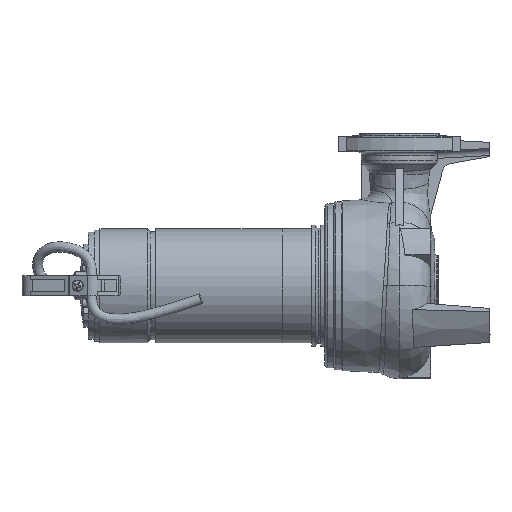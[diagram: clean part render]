
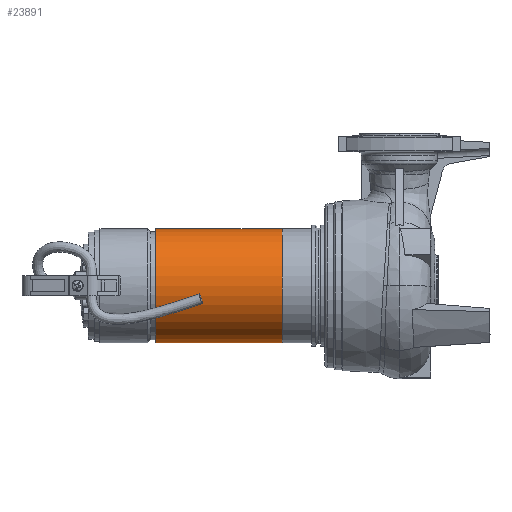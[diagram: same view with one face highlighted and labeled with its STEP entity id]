
A CAD part, left-side view. The second image highlights one B-rep face of the part: STEP entity #23891.
In plain terms, the highlighted cylindrical face has radius 56 mm (diameter 112 mm), a partial arc.
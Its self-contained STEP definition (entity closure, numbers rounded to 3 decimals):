
#58 = AXIS2_PLACEMENT_3D ( 'NONE', #44616, #8415, #24543 ) ;
#1531 = VECTOR ( 'NONE', #8493, 1000. ) ;
#2915 = EDGE_LOOP ( 'NONE', ( #41880, #19684, #51339, #38948 ) ) ;
#3521 = VERTEX_POINT ( 'NONE', #42469 ) ;
#6309 = DIRECTION ( 'NONE',  ( 0., 0., -1. ) ) ;
#6564 = CARTESIAN_POINT ( 'NONE',  ( 0., 267.501, 0. ) ) ;
#6676 = CARTESIAN_POINT ( 'NONE',  ( 0., 267.501, 56. ) ) ;
#8415 = DIRECTION ( 'NONE',  ( 0., -1., 0. ) ) ;
#8493 = DIRECTION ( 'NONE',  ( 0., -1., 0. ) ) ;
#10115 = DIRECTION ( 'NONE',  ( 0., 1., 0. ) ) ;
#10769 = EDGE_CURVE ( 'NONE', #39477, #26507, #22785, .T. ) ;
#10842 = LINE ( 'NONE', #39631, #39250 ) ;
#10930 = VERTEX_POINT ( 'NONE', #6676 ) ;
#11422 = EDGE_CURVE ( 'NONE', #10930, #3521, #36318, .T. ) ;
#12372 = CYLINDRICAL_SURFACE ( 'NONE', #58, 56. ) ;
#13013 = CARTESIAN_POINT ( 'NONE',  ( 0., 143.501, -56. ) ) ;
#14744 = DIRECTION ( 'NONE',  ( 0., -1., 0. ) ) ;
#15181 = AXIS2_PLACEMENT_3D ( 'NONE', #34172, #10115, #30212 ) ;
#16167 = LINE ( 'NONE', #44691, #1531 ) ;
#19684 = ORIENTED_EDGE ( 'NONE', *, *, #11422, .T. ) ;
#22785 = CIRCLE ( 'NONE', #15181, 56. ) ;
#23891 = ADVANCED_FACE ( 'NONE', ( #48582 ), #12372, .T. ) ;
#24543 = DIRECTION ( 'NONE',  ( 0., 0., -1. ) ) ;
#26507 = VERTEX_POINT ( 'NONE', #35459 ) ;
#27745 = DIRECTION ( 'NONE',  ( 0., -1., 0. ) ) ;
#30212 = DIRECTION ( 'NONE',  ( 0., 0., -1. ) ) ;
#34172 = CARTESIAN_POINT ( 'NONE',  ( 0., 143.501, 0. ) ) ;
#35194 = EDGE_CURVE ( 'NONE', #10930, #26507, #16167, .T. ) ;
#35459 = CARTESIAN_POINT ( 'NONE',  ( 0., 143.501, 56. ) ) ;
#36318 = CIRCLE ( 'NONE', #43919, 56. ) ;
#38948 = ORIENTED_EDGE ( 'NONE', *, *, #10769, .T. ) ;
#39250 = VECTOR ( 'NONE', #27745, 1000. ) ;
#39477 = VERTEX_POINT ( 'NONE', #13013 ) ;
#39631 = CARTESIAN_POINT ( 'NONE',  ( 0., 267.501, -56. ) ) ;
#41880 = ORIENTED_EDGE ( 'NONE', *, *, #35194, .F. ) ;
#42469 = CARTESIAN_POINT ( 'NONE',  ( 0., 267.501, -56. ) ) ;
#43594 = EDGE_CURVE ( 'NONE', #3521, #39477, #10842, .T. ) ;
#43919 = AXIS2_PLACEMENT_3D ( 'NONE', #6564, #14744, #6309 ) ;
#44616 = CARTESIAN_POINT ( 'NONE',  ( 0., 267.501, 0. ) ) ;
#44691 = CARTESIAN_POINT ( 'NONE',  ( 0., 267.501, 56. ) ) ;
#48582 = FACE_OUTER_BOUND ( 'NONE', #2915, .T. ) ;
#51339 = ORIENTED_EDGE ( 'NONE', *, *, #43594, .T. ) ;
